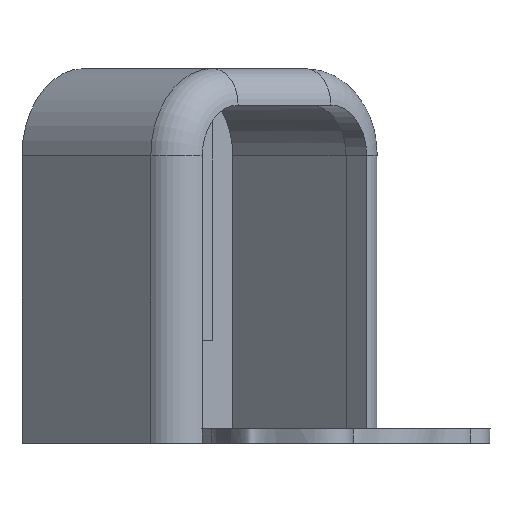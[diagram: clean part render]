
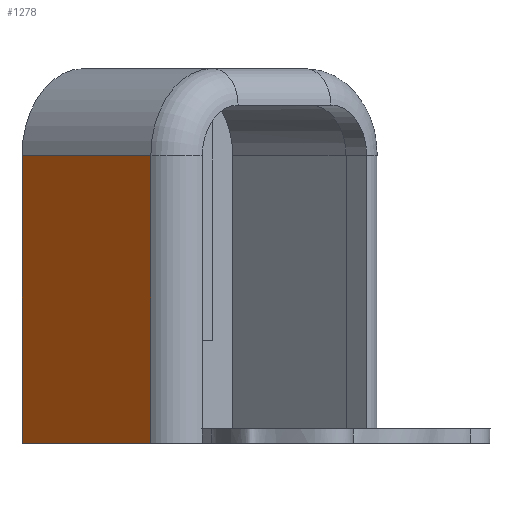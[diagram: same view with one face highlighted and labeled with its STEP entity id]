
A CAD part, left-side view. The second image highlights one B-rep face of the part: STEP entity #1278.
In plain terms, the highlighted planar face has unit normal (-0.707, 0.707, 0).
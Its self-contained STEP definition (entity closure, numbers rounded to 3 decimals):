
#144=FACE_OUTER_BOUND('',#220,.T.);
#220=EDGE_LOOP('',(#1078,#1079,#1080,#1081));
#268=LINE('',#2520,#401);
#350=LINE('',#2735,#483);
#360=LINE('',#2763,#493);
#361=LINE('',#2766,#494);
#401=VECTOR('',#1473,10.);
#483=VECTOR('',#1673,10.);
#493=VECTOR('',#1705,10.);
#494=VECTOR('',#1710,10.);
#538=VERTEX_POINT('',#2517);
#539=VERTEX_POINT('',#2519);
#613=VERTEX_POINT('',#2734);
#620=VERTEX_POINT('',#2762);
#662=EDGE_CURVE('',#538,#539,#268,.T.);
#769=EDGE_CURVE('',#539,#613,#350,.T.);
#784=EDGE_CURVE('',#620,#613,#360,.T.);
#786=EDGE_CURVE('',#620,#538,#361,.T.);
#1078=ORIENTED_EDGE('',*,*,#769,.F.);
#1079=ORIENTED_EDGE('',*,*,#662,.F.);
#1080=ORIENTED_EDGE('',*,*,#786,.F.);
#1081=ORIENTED_EDGE('',*,*,#784,.T.);
#1217=PLANE('',#1397);
#1278=ADVANCED_FACE('',(#144),#1217,.T.);
#1397=AXIS2_PLACEMENT_3D('',#2765,#1708,#1709);
#1473=DIRECTION('',(0.707,0.707,0.));
#1673=DIRECTION('',(0.,0.,1.));
#1705=DIRECTION('',(0.707,0.707,0.));
#1708=DIRECTION('center_axis',(-0.707,0.707,0.));
#1709=DIRECTION('ref_axis',(0.,0.,
1.));
#1710=DIRECTION('',(0.,0.,-1.));
#2517=CARTESIAN_POINT('',(-0.684,28.968,-23.));
#2519=CARTESIAN_POINT('',(16.994,46.646,-23.));
#2520=CARTESIAN_POINT('',(-0.684,28.968,-23.));
#2734=CARTESIAN_POINT('',(16.994,46.646,16.477));
#2735=CARTESIAN_POINT('',(16.994,46.646,-8.646));
#2762=CARTESIAN_POINT('',(-0.684,28.968,16.477));
#2763=CARTESIAN_POINT('',(4.973,34.625,16.477));
#2765=CARTESIAN_POINT('Origin',(4.973,34.625,-21.));
#2766=CARTESIAN_POINT('',(-0.684,28.968,-8.646));
